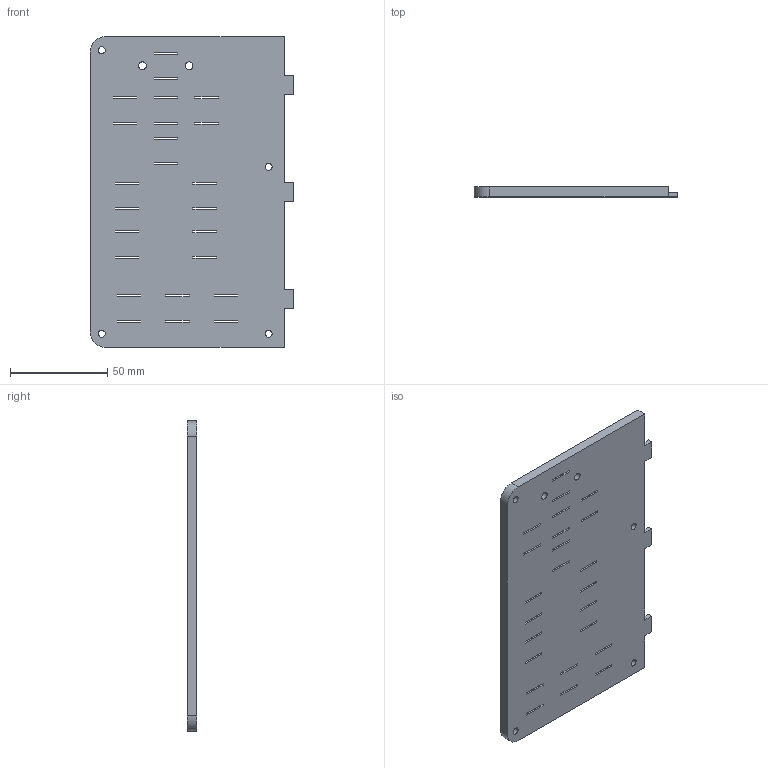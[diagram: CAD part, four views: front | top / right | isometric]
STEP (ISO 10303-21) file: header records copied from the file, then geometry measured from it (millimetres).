
FILE_DESCRIPTION((''),'2;1');
FILE_NAME('TASTIERA2','2023-03-04T10:10:18',('alexb'),(''),'CREO PARAMETRIC BY PTC INC, 2022164','CREO PARAMETRIC BY PTC INC, 2022164','');
FILE_SCHEMA(('CONFIG_CONTROL_DESIGN'));
Length unit declared in the file: millimetre
Products named in the file (1): TASTIERA2
Bounding box: 105 x 5 x 160 mm (x, y, z)
Volume: 61450.1 mm3; surface area: 38955.2 mm2
Topology: 1 solids, 1 shells, 202 faces, 550 edges, 364 vertices
Faces by surface type: plane 176, cylinder 18, cone 8
Entity records: 6432 total; most frequent: CARTESIAN_POINT 1116, ORIENTED_EDGE 1100, DIRECTION 998, EDGE_CURVE 550, VECTOR 506, LINE 506, VERTEX_POINT 364, EDGE_LOOP 276
